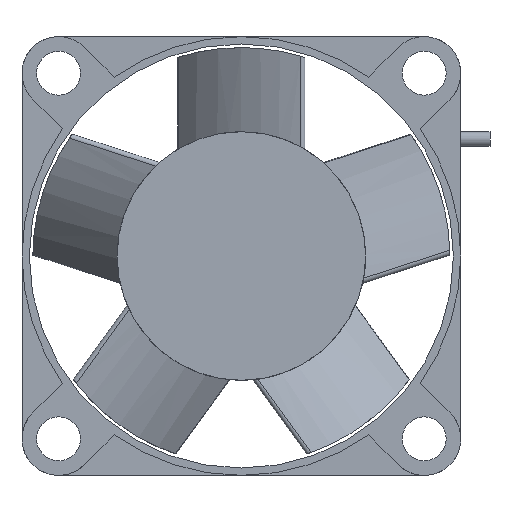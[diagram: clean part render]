
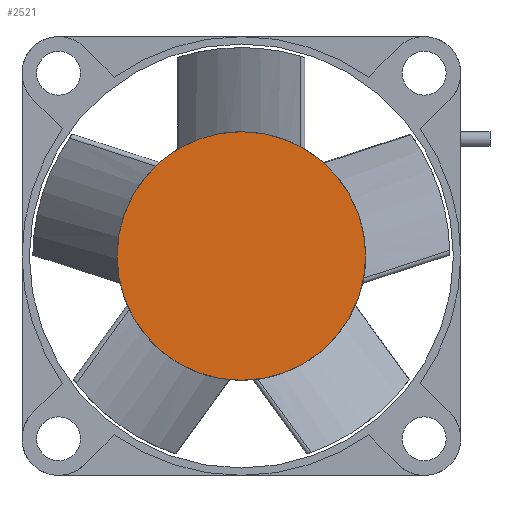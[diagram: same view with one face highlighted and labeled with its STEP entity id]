
A CAD part, front view. The second image highlights one B-rep face of the part: STEP entity #2521.
In plain terms, the highlighted planar face has unit normal (0, -1, 0).
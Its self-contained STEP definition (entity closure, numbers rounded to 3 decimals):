
#454 = DIRECTION ( 'NONE',  ( 0., 0., -1. ) ) ;
#654 = EDGE_CURVE ( 'NONE', #825, #1713, #2016, .T. ) ;
#663 = CARTESIAN_POINT ( 'NONE',  ( 0., -10., 0. ) ) ;
#696 = CIRCLE ( 'NONE', #2900, 8.5 ) ;
#825 = VERTEX_POINT ( 'NONE', #1524 ) ;
#840 = AXIS2_PLACEMENT_3D ( 'NONE', #2635, #3122, #454 ) ;
#900 = CARTESIAN_POINT ( 'NONE',  ( 0., -10., 0. ) ) ;
#907 = PLANE ( 'NONE',  #2147 ) ;
#920 = DIRECTION ( 'NONE',  ( 0., -1., 0. ) ) ;
#1054 = EDGE_CURVE ( 'NONE', #1713, #825, #696, .T. ) ;
#1189 = FACE_OUTER_BOUND ( 'NONE', #3058, .T. ) ;
#1524 = CARTESIAN_POINT ( 'NONE',  ( 0., -10., 8.5 ) ) ;
#1713 = VERTEX_POINT ( 'NONE', #2210 ) ;
#1867 = ORIENTED_EDGE ( 'NONE', *, *, #654, .T. ) ;
#2016 = CIRCLE ( 'NONE', #840, 8.5 ) ;
#2147 = AXIS2_PLACEMENT_3D ( 'NONE', #663, #920, #3114 ) ;
#2210 = CARTESIAN_POINT ( 'NONE',  ( 0., -10., -8.5 ) ) ;
#2329 = DIRECTION ( 'NONE',  ( 0., -1., 0. ) ) ;
#2340 = DIRECTION ( 'NONE',  ( 0., 0., -1. ) ) ;
#2463 = ORIENTED_EDGE ( 'NONE', *, *, #1054, .T. ) ;
#2521 = ADVANCED_FACE ( 'NONE', ( #1189 ), #907, .T. ) ;
#2635 = CARTESIAN_POINT ( 'NONE',  ( 0., -10., 0. ) ) ;
#2900 = AXIS2_PLACEMENT_3D ( 'NONE', #900, #2329, #2340 ) ;
#3058 = EDGE_LOOP ( 'NONE', ( #1867, #2463 ) ) ;
#3114 = DIRECTION ( 'NONE',  ( 0., 0., -1. ) ) ;
#3122 = DIRECTION ( 'NONE',  ( 0., -1., 0. ) ) ;
